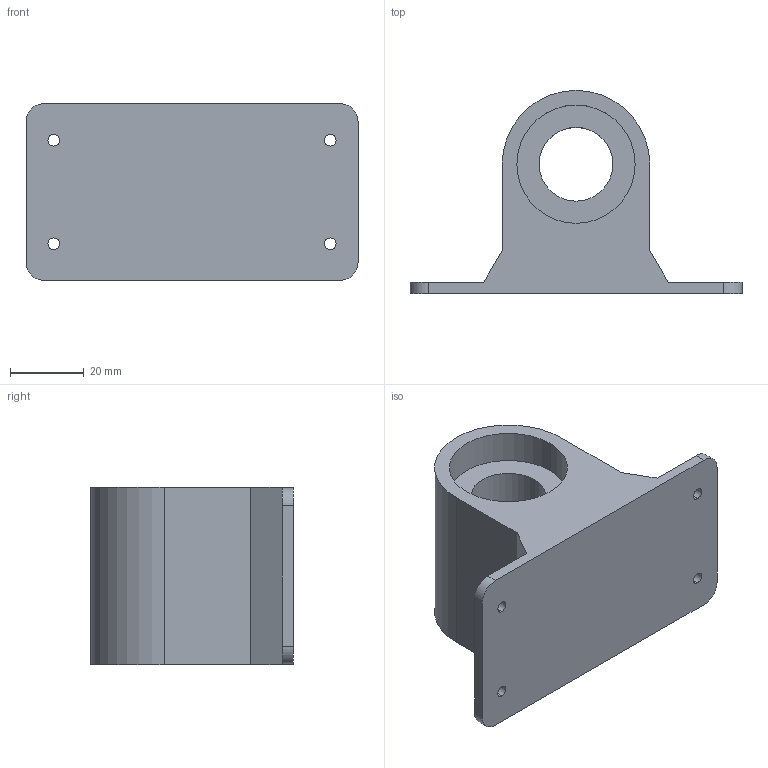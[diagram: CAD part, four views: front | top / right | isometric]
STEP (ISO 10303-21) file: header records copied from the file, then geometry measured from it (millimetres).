
FILE_DESCRIPTION (( 'STEP AP214' ), '1' );
FILE_NAME ('蝓蟈狟_堤粣唳.STEP', '2017-04-19T09:38:57', ( '' ), ( '' ), 'SwSTEP 2.0', 'SolidWorks 2017', '' );
FILE_SCHEMA (( 'AUTOMOTIVE_DESIGN' ));
Length unit declared in the file: millimetre
Products named in the file (1): 蝓蟈狟_堤粣唳
Bounding box: 90 x 55 x 48 mm (x, y, z)
Volume: 82536.3 mm3; surface area: 20244.6 mm2
Topology: 1 solids, 1 shells, 33 faces, 87 edges, 58 vertices
Faces by surface type: cylinder 20, plane 13
Entity records: 1095 total; most frequent: DIRECTION 195, CARTESIAN_POINT 179, ORIENTED_EDGE 174, EDGE_CURVE 87, AXIS2_PLACEMENT_3D 74, VERTEX_POINT 58, LINE 47, VECTOR 47
